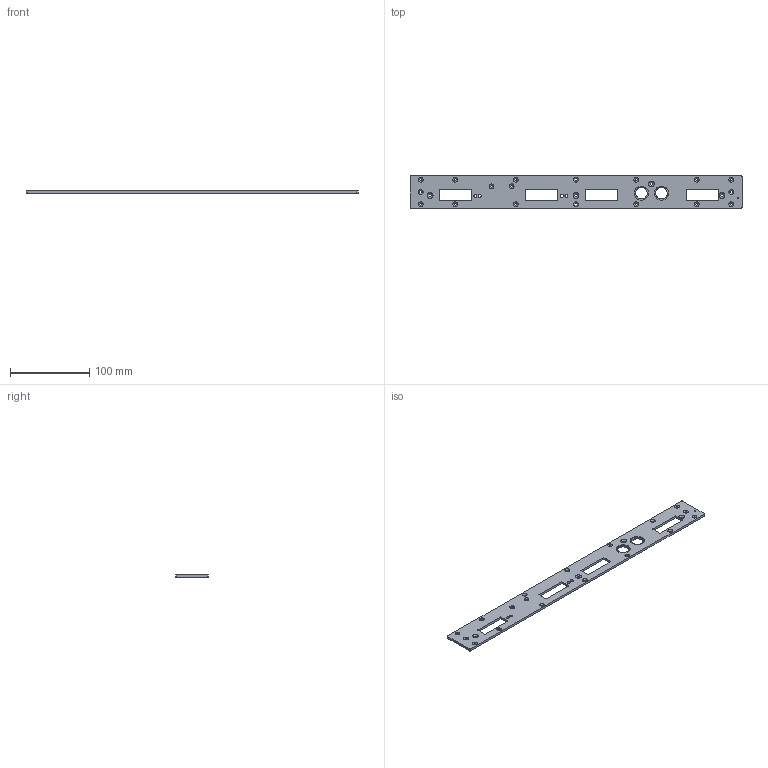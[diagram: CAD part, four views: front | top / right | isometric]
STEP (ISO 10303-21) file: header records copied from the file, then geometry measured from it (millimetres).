
FILE_DESCRIPTION(('Open CASCADE Model'),'2;1');
FILE_NAME('Open CASCADE Shape Model','2025-06-17T18:30:58',('Author'),( 'Open CASCADE'),'Open CASCADE STEP processor 7.5','Open CASCADE 7.5' ,'Unknown');
FILE_SCHEMA(('AUTOMOTIVE_DESIGN { 1 0 10303 214 1 1 1 1 }'));
Length unit declared in the file: millimetre
Products named in the file (1): Open CASCADE STEP translator 7.5 9
Bounding box: 419.1 x 40.64 x 3 mm (x, y, z)
Volume: 42185.7 mm3; surface area: 33683.9 mm2
Topology: 1 solids, 1 shells, 153 faces, 353 edges, 228 vertices
Faces by surface type: cylinder 81, plane 50, cone 22
Full cylindrical faces by diameter (mm): 2.158 x1, 3.248 x18, 3.682 x4, 3.918 x3, 3.92 x1, 6.094 x18, 7.364 x3, 7.366 x1, 17.78 x4
Entity records: 9260 total; most frequent: CARTESIAN_POINT 1865, DIRECTION 1437, ORIENTED_EDGE 706, PCURVE 706, DEFINITIONAL_REPRESENTATION 706, LINE 661, VECTOR 661, EDGE_CURVE 353
